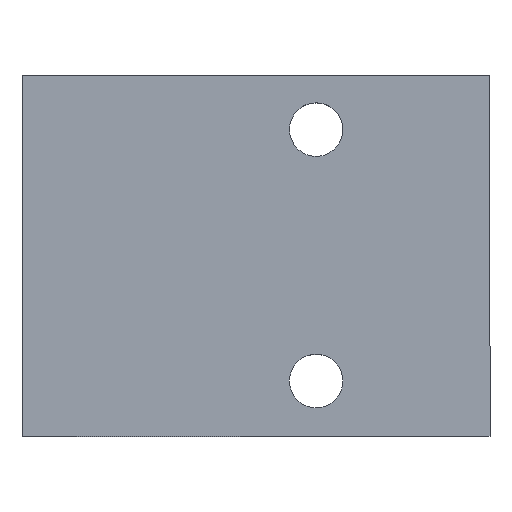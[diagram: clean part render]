
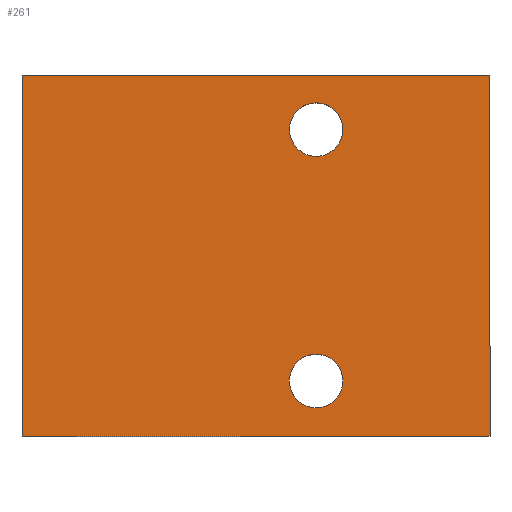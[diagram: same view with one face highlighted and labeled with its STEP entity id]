
A CAD part, top view. The second image highlights one B-rep face of the part: STEP entity #261.
In plain terms, the highlighted planar face has unit normal (0, 0, 1).
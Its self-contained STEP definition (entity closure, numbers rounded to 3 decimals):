
#4 = VERTEX_POINT ( 'NONE', #779 ) ;
#17 = DIRECTION ( 'NONE',  ( 0., 0., -1. ) ) ;
#19 = ORIENTED_EDGE ( 'NONE', *, *, #783, .T. ) ;
#20 = FACE_OUTER_BOUND ( 'NONE', #168, .T. ) ;
#21 = CARTESIAN_POINT ( 'NONE',  ( 8.89, -14.529, 5.08 ) ) ;
#22 = CIRCLE ( 'NONE', #270, 1.27 ) ;
#28 = CARTESIAN_POINT ( 'NONE',  ( 17.145, -17.145, 5.08 ) ) ;
#39 = EDGE_CURVE ( 'NONE', #58, #711, #175, .T. ) ;
#58 = VERTEX_POINT ( 'NONE', #548 ) ;
#71 = EDGE_LOOP ( 'NONE', ( #434, #19 ) ) ;
#95 = DIRECTION ( 'NONE',  ( 1., 0., 0. ) ) ;
#96 = ORIENTED_EDGE ( 'NONE', *, *, #790, .T. ) ;
#108 = DIRECTION ( 'NONE',  ( 1., 0., 0. ) ) ;
#114 = ORIENTED_EDGE ( 'NONE', *, *, #304, .F. ) ;
#129 = VECTOR ( 'NONE', #108, 1000. ) ;
#168 = EDGE_LOOP ( 'NONE', ( #461, #114, #457, #96 ) ) ;
#174 = AXIS2_PLACEMENT_3D ( 'NONE', #356, #524, #715 ) ;
#175 = LINE ( 'NONE', #477, #129 ) ;
#178 = LINE ( 'NONE', #420, #613 ) ;
#216 = CARTESIAN_POINT ( 'NONE',  ( 8.89, -2.591, 5.08 ) ) ;
#219 = VERTEX_POINT ( 'NONE', #342 ) ;
#237 = EDGE_CURVE ( 'NONE', #4, #422, #606, .T. ) ;
#261 = ADVANCED_FACE ( 'NONE', ( #704, #578, #20 ), #644, .T. ) ;
#270 = AXIS2_PLACEMENT_3D ( 'NONE', #21, #676, #692 ) ;
#272 = AXIS2_PLACEMENT_3D ( 'NONE', #279, #462, #95 ) ;
#279 = CARTESIAN_POINT ( 'NONE',  ( 0., 0., 5.08 ) ) ;
#284 = VECTOR ( 'NONE', #649, 1000. ) ;
#304 = EDGE_CURVE ( 'NONE', #58, #745, #540, .T. ) ;
#342 = CARTESIAN_POINT ( 'NONE',  ( 10.16, -14.529, 5.08 ) ) ;
#344 = ORIENTED_EDGE ( 'NONE', *, *, #591, .T. ) ;
#356 = CARTESIAN_POINT ( 'NONE',  ( 8.89, -14.529, 5.08 ) ) ;
#379 = DIRECTION ( 'NONE',  ( -1., 0., 0. ) ) ;
#404 = AXIS2_PLACEMENT_3D ( 'NONE', #433, #17, #579 ) ;
#408 = VERTEX_POINT ( 'NONE', #658 ) ;
#420 = CARTESIAN_POINT ( 'NONE',  ( 17.145, 0., 5.08 ) ) ;
#422 = VERTEX_POINT ( 'NONE', #801 ) ;
#433 = CARTESIAN_POINT ( 'NONE',  ( 8.89, -2.591, 5.08 ) ) ;
#434 = ORIENTED_EDGE ( 'NONE', *, *, #631, .T. ) ;
#457 = ORIENTED_EDGE ( 'NONE', *, *, #39, .T. ) ;
#461 = ORIENTED_EDGE ( 'NONE', *, *, #671, .T. ) ;
#462 = DIRECTION ( 'NONE',  ( 0., 0., 1. ) ) ;
#477 = CARTESIAN_POINT ( 'NONE',  ( 0., -17.145, 5.08 ) ) ;
#483 = CIRCLE ( 'NONE', #174, 1.27 ) ;
#494 = CARTESIAN_POINT ( 'NONE',  ( 0., 0., 5.08 ) ) ;
#507 = VERTEX_POINT ( 'NONE', #680 ) ;
#524 = DIRECTION ( 'NONE',  ( 0., 0., -1. ) ) ;
#540 = LINE ( 'NONE', #600, #284 ) ;
#548 = CARTESIAN_POINT ( 'NONE',  ( -5.08, -17.145, 5.08 ) ) ;
#575 = DIRECTION ( 'NONE',  ( 0., 0., -1. ) ) ;
#576 = LINE ( 'NONE', #494, #651 ) ;
#578 = FACE_BOUND ( 'NONE', #740, .T. ) ;
#579 = DIRECTION ( 'NONE',  ( -1., 0., 0. ) ) ;
#591 = EDGE_CURVE ( 'NONE', #422, #4, #785, .T. ) ;
#600 = CARTESIAN_POINT ( 'NONE',  ( -5.08, 0., 5.08 ) ) ;
#606 = CIRCLE ( 'NONE', #614, 1.27 ) ;
#613 = VECTOR ( 'NONE', #657, 1000. ) ;
#614 = AXIS2_PLACEMENT_3D ( 'NONE', #216, #575, #760 ) ;
#631 = EDGE_CURVE ( 'NONE', #507, #219, #22, .T. ) ;
#644 = PLANE ( 'NONE',  #272 ) ;
#649 = DIRECTION ( 'NONE',  ( 0., 1., 0. ) ) ;
#651 = VECTOR ( 'NONE', #379, 1000. ) ;
#657 = DIRECTION ( 'NONE',  ( 0., 1., 0. ) ) ;
#658 = CARTESIAN_POINT ( 'NONE',  ( 17.145, 0., 5.08 ) ) ;
#671 = EDGE_CURVE ( 'NONE', #408, #745, #576, .T. ) ;
#676 = DIRECTION ( 'NONE',  ( 0., 0., -1. ) ) ;
#680 = CARTESIAN_POINT ( 'NONE',  ( 7.62, -14.529, 5.08 ) ) ;
#692 = DIRECTION ( 'NONE',  ( -1., 0., 0. ) ) ;
#704 = FACE_BOUND ( 'NONE', #71, .T. ) ;
#711 = VERTEX_POINT ( 'NONE', #28 ) ;
#715 = DIRECTION ( 'NONE',  ( -1., 0., 0. ) ) ;
#718 = CARTESIAN_POINT ( 'NONE',  ( -5.08, 0., 5.08 ) ) ;
#740 = EDGE_LOOP ( 'NONE', ( #344, #741 ) ) ;
#741 = ORIENTED_EDGE ( 'NONE', *, *, #237, .T. ) ;
#745 = VERTEX_POINT ( 'NONE', #718 ) ;
#760 = DIRECTION ( 'NONE',  ( -1., 0., 0. ) ) ;
#779 = CARTESIAN_POINT ( 'NONE',  ( 10.16, -2.591, 5.08 ) ) ;
#783 = EDGE_CURVE ( 'NONE', #219, #507, #483, .T. ) ;
#785 = CIRCLE ( 'NONE', #404, 1.27 ) ;
#790 = EDGE_CURVE ( 'NONE', #711, #408, #178, .T. ) ;
#801 = CARTESIAN_POINT ( 'NONE',  ( 7.62, -2.591, 5.08 ) ) ;
